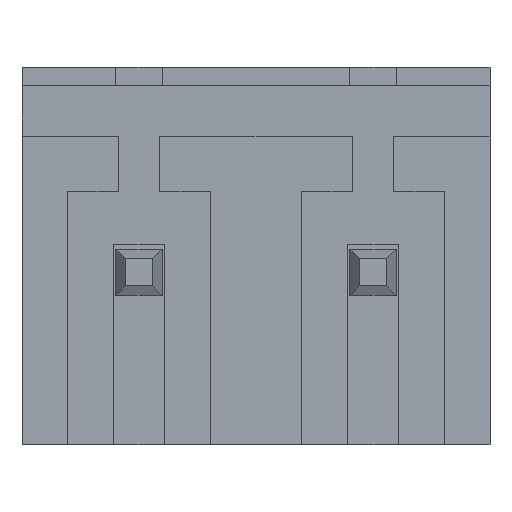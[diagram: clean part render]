
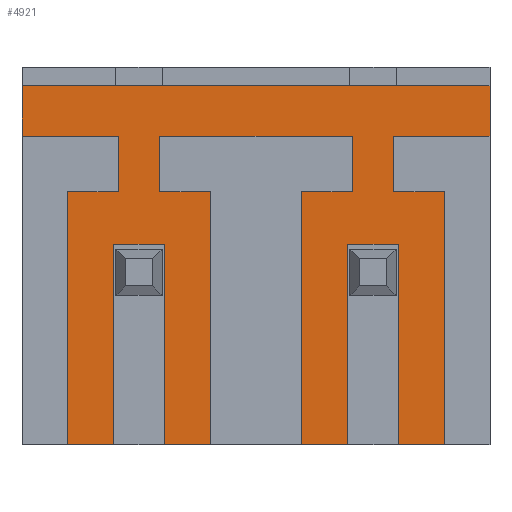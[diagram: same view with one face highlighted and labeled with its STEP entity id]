
A CAD part, front view. The second image highlights one B-rep face of the part: STEP entity #4921.
In plain terms, the highlighted planar face has unit normal (0, -1, 0).
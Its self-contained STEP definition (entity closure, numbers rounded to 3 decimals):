
#1988 = VERTEX_POINT('',#1989);
#1989 = CARTESIAN_POINT('',(0.,0.,7.8));
#1995 = EDGE_CURVE('',#1996,#1988,#1998,.T.);
#1996 = VERTEX_POINT('',#1997);
#1997 = CARTESIAN_POINT('',(10.16,0.,7.8));
#1998 = LINE('',#1999,#2000);
#1999 = CARTESIAN_POINT('',(10.16,0.,7.8));
#2000 = VECTOR('',#2001,1.);
#2001 = DIRECTION('',(-1.,-0.,0.));
#3331 = VERTEX_POINT('',#3332);
#3332 = CARTESIAN_POINT('',(7.17,0.,6.7));
#3338 = EDGE_CURVE('',#3331,#3339,#3341,.T.);
#3339 = VERTEX_POINT('',#3340);
#3340 = CARTESIAN_POINT('',(2.99,0.,6.7));
#3341 = LINE('',#3342,#3343);
#3342 = CARTESIAN_POINT('',(10.16,0.,6.7));
#3343 = VECTOR('',#3344,1.);
#3344 = DIRECTION('',(-1.,-0.,0.));
#3360 = EDGE_CURVE('',#3361,#3363,#3365,.T.);
#3361 = VERTEX_POINT('',#3362);
#3362 = CARTESIAN_POINT('',(10.16,0.,6.7));
#3363 = VERTEX_POINT('',#3364);
#3364 = CARTESIAN_POINT('',(8.07,0.,6.7));
#3365 = LINE('',#3366,#3367);
#3366 = CARTESIAN_POINT('',(10.16,0.,6.7));
#3367 = VECTOR('',#3368,1.);
#3368 = DIRECTION('',(-1.,-0.,0.));
#4277 = VERTEX_POINT('',#4278);
#4278 = CARTESIAN_POINT('',(2.09,0.,6.7));
#4284 = EDGE_CURVE('',#4277,#4285,#4287,.T.);
#4285 = VERTEX_POINT('',#4286);
#4286 = CARTESIAN_POINT('',(0.,0.,6.7));
#4287 = LINE('',#4288,#4289);
#4288 = CARTESIAN_POINT('',(10.16,0.,6.7));
#4289 = VECTOR('',#4290,1.);
#4290 = DIRECTION('',(-1.,-0.,0.));
#4617 = EDGE_CURVE('',#4285,#1988,#4618,.T.);
#4618 = LINE('',#4619,#4620);
#4619 = CARTESIAN_POINT('',(0.,0.,8.2));
#4620 = VECTOR('',#4621,1.);
#4621 = DIRECTION('',(0.,-0.,1.));
#4671 = EDGE_CURVE('',#1996,#3361,#4672,.T.);
#4672 = LINE('',#4673,#4674);
#4673 = CARTESIAN_POINT('',(10.16,0.,8.2));
#4674 = VECTOR('',#4675,1.);
#4675 = DIRECTION('',(0.,0.,-1.));
#4711 = VERTEX_POINT('',#4712);
#4712 = CARTESIAN_POINT('',(9.17,0.,0.));
#4718 = EDGE_CURVE('',#4719,#4711,#4721,.T.);
#4719 = VERTEX_POINT('',#4720);
#4720 = CARTESIAN_POINT('',(8.17,0.,0.));
#4721 = LINE('',#4722,#4723);
#4722 = CARTESIAN_POINT('',(9.17,0.,0.));
#4723 = VECTOR('',#4724,1.);
#4724 = DIRECTION('',(1.,0.,0.));
#4734 = VERTEX_POINT('',#4735);
#4735 = CARTESIAN_POINT('',(7.07,0.,0.));
#4741 = EDGE_CURVE('',#4742,#4734,#4744,.T.);
#4742 = VERTEX_POINT('',#4743);
#4743 = CARTESIAN_POINT('',(6.07,0.,0.));
#4744 = LINE('',#4745,#4746);
#4745 = CARTESIAN_POINT('',(6.07,0.,0.));
#4746 = VECTOR('',#4747,1.);
#4747 = DIRECTION('',(1.,0.,0.));
#4757 = VERTEX_POINT('',#4758);
#4758 = CARTESIAN_POINT('',(4.09,0.,0.));
#4764 = EDGE_CURVE('',#4765,#4757,#4767,.T.);
#4765 = VERTEX_POINT('',#4766);
#4766 = CARTESIAN_POINT('',(3.09,0.,0.));
#4767 = LINE('',#4768,#4769);
#4768 = CARTESIAN_POINT('',(4.09,0.,0.));
#4769 = VECTOR('',#4770,1.);
#4770 = DIRECTION('',(1.,0.,0.));
#4780 = VERTEX_POINT('',#4781);
#4781 = CARTESIAN_POINT('',(1.99,0.,0.));
#4787 = EDGE_CURVE('',#4788,#4780,#4790,.T.);
#4788 = VERTEX_POINT('',#4789);
#4789 = CARTESIAN_POINT('',(0.99,0.,0.));
#4790 = LINE('',#4791,#4792);
#4791 = CARTESIAN_POINT('',(0.99,0.,0.));
#4792 = VECTOR('',#4793,1.);
#4793 = DIRECTION('',(1.,0.,0.));
#4921 = ADVANCED_FACE('',(#4922),#5066,.T.);
#4922 = FACE_BOUND('',#4923,.T.);
#4923 = EDGE_LOOP('',(#4924,#4925,#4926,#4927,#4928,#4936,#4944,#4950,
    #4951,#4959,#4967,#4973,#4974,#4982,#4990,#4996,#4997,#5005,#5013,
    #5019,#5020,#5028,#5036,#5042,#5043,#5051,#5059,#5065));
#4924 = ORIENTED_EDGE('',*,*,#4671,.F.);
#4925 = ORIENTED_EDGE('',*,*,#1995,.T.);
#4926 = ORIENTED_EDGE('',*,*,#4617,.F.);
#4927 = ORIENTED_EDGE('',*,*,#4284,.F.);
#4928 = ORIENTED_EDGE('',*,*,#4929,.T.);
#4929 = EDGE_CURVE('',#4277,#4930,#4932,.T.);
#4930 = VERTEX_POINT('',#4931);
#4931 = CARTESIAN_POINT('',(2.09,0.,5.5));
#4932 = LINE('',#4933,#4934);
#4933 = CARTESIAN_POINT('',(2.09,0.,6.7));
#4934 = VECTOR('',#4935,1.);
#4935 = DIRECTION('',(0.,0.,-1.));
#4936 = ORIENTED_EDGE('',*,*,#4937,.T.);
#4937 = EDGE_CURVE('',#4930,#4938,#4940,.T.);
#4938 = VERTEX_POINT('',#4939);
#4939 = CARTESIAN_POINT('',(0.99,0.,5.5));
#4940 = LINE('',#4941,#4942);
#4941 = CARTESIAN_POINT('',(2.09,0.,5.5));
#4942 = VECTOR('',#4943,1.);
#4943 = DIRECTION('',(-1.,0.,0.));
#4944 = ORIENTED_EDGE('',*,*,#4945,.T.);
#4945 = EDGE_CURVE('',#4938,#4788,#4946,.T.);
#4946 = LINE('',#4947,#4948);
#4947 = CARTESIAN_POINT('',(0.99,0.,5.5));
#4948 = VECTOR('',#4949,1.);
#4949 = DIRECTION('',(0.,0.,-1.));
#4950 = ORIENTED_EDGE('',*,*,#4787,.T.);
#4951 = ORIENTED_EDGE('',*,*,#4952,.T.);
#4952 = EDGE_CURVE('',#4780,#4953,#4955,.T.);
#4953 = VERTEX_POINT('',#4954);
#4954 = CARTESIAN_POINT('',(1.99,0.,4.35));
#4955 = LINE('',#4956,#4957);
#4956 = CARTESIAN_POINT('',(1.99,0.,0.));
#4957 = VECTOR('',#4958,1.);
#4958 = DIRECTION('',(0.,0.,1.));
#4959 = ORIENTED_EDGE('',*,*,#4960,.T.);
#4960 = EDGE_CURVE('',#4953,#4961,#4963,.T.);
#4961 = VERTEX_POINT('',#4962);
#4962 = CARTESIAN_POINT('',(3.09,0.,4.35));
#4963 = LINE('',#4964,#4965);
#4964 = CARTESIAN_POINT('',(1.99,0.,4.35));
#4965 = VECTOR('',#4966,1.);
#4966 = DIRECTION('',(1.,0.,0.));
#4967 = ORIENTED_EDGE('',*,*,#4968,.T.);
#4968 = EDGE_CURVE('',#4961,#4765,#4969,.T.);
#4969 = LINE('',#4970,#4971);
#4970 = CARTESIAN_POINT('',(3.09,0.,0.));
#4971 = VECTOR('',#4972,1.);
#4972 = DIRECTION('',(0.,0.,-1.));
#4973 = ORIENTED_EDGE('',*,*,#4764,.T.);
#4974 = ORIENTED_EDGE('',*,*,#4975,.T.);
#4975 = EDGE_CURVE('',#4757,#4976,#4978,.T.);
#4976 = VERTEX_POINT('',#4977);
#4977 = CARTESIAN_POINT('',(4.09,0.,5.5));
#4978 = LINE('',#4979,#4980);
#4979 = CARTESIAN_POINT('',(4.09,0.,5.5));
#4980 = VECTOR('',#4981,1.);
#4981 = DIRECTION('',(0.,0.,1.));
#4982 = ORIENTED_EDGE('',*,*,#4983,.T.);
#4983 = EDGE_CURVE('',#4976,#4984,#4986,.T.);
#4984 = VERTEX_POINT('',#4985);
#4985 = CARTESIAN_POINT('',(2.99,0.,5.5));
#4986 = LINE('',#4987,#4988);
#4987 = CARTESIAN_POINT('',(2.99,0.,5.5));
#4988 = VECTOR('',#4989,1.);
#4989 = DIRECTION('',(-1.,0.,0.));
#4990 = ORIENTED_EDGE('',*,*,#4991,.T.);
#4991 = EDGE_CURVE('',#4984,#3339,#4992,.T.);
#4992 = LINE('',#4993,#4994);
#4993 = CARTESIAN_POINT('',(2.99,0.,6.7));
#4994 = VECTOR('',#4995,1.);
#4995 = DIRECTION('',(0.,0.,1.));
#4996 = ORIENTED_EDGE('',*,*,#3338,.F.);
#4997 = ORIENTED_EDGE('',*,*,#4998,.T.);
#4998 = EDGE_CURVE('',#3331,#4999,#5001,.T.);
#4999 = VERTEX_POINT('',#5000);
#5000 = CARTESIAN_POINT('',(7.17,0.,5.5));
#5001 = LINE('',#5002,#5003);
#5002 = CARTESIAN_POINT('',(7.17,0.,6.7));
#5003 = VECTOR('',#5004,1.);
#5004 = DIRECTION('',(0.,0.,-1.));
#5005 = ORIENTED_EDGE('',*,*,#5006,.T.);
#5006 = EDGE_CURVE('',#4999,#5007,#5009,.T.);
#5007 = VERTEX_POINT('',#5008);
#5008 = CARTESIAN_POINT('',(6.07,0.,5.5));
#5009 = LINE('',#5010,#5011);
#5010 = CARTESIAN_POINT('',(7.17,0.,5.5));
#5011 = VECTOR('',#5012,1.);
#5012 = DIRECTION('',(-1.,0.,0.));
#5013 = ORIENTED_EDGE('',*,*,#5014,.T.);
#5014 = EDGE_CURVE('',#5007,#4742,#5015,.T.);
#5015 = LINE('',#5016,#5017);
#5016 = CARTESIAN_POINT('',(6.07,0.,5.5));
#5017 = VECTOR('',#5018,1.);
#5018 = DIRECTION('',(0.,0.,-1.));
#5019 = ORIENTED_EDGE('',*,*,#4741,.T.);
#5020 = ORIENTED_EDGE('',*,*,#5021,.T.);
#5021 = EDGE_CURVE('',#4734,#5022,#5024,.T.);
#5022 = VERTEX_POINT('',#5023);
#5023 = CARTESIAN_POINT('',(7.07,0.,4.35));
#5024 = LINE('',#5025,#5026);
#5025 = CARTESIAN_POINT('',(7.07,0.,0.));
#5026 = VECTOR('',#5027,1.);
#5027 = DIRECTION('',(0.,0.,1.));
#5028 = ORIENTED_EDGE('',*,*,#5029,.T.);
#5029 = EDGE_CURVE('',#5022,#5030,#5032,.T.);
#5030 = VERTEX_POINT('',#5031);
#5031 = CARTESIAN_POINT('',(8.17,0.,4.35));
#5032 = LINE('',#5033,#5034);
#5033 = CARTESIAN_POINT('',(7.07,0.,4.35));
#5034 = VECTOR('',#5035,1.);
#5035 = DIRECTION('',(1.,0.,0.));
#5036 = ORIENTED_EDGE('',*,*,#5037,.T.);
#5037 = EDGE_CURVE('',#5030,#4719,#5038,.T.);
#5038 = LINE('',#5039,#5040);
#5039 = CARTESIAN_POINT('',(8.17,0.,0.));
#5040 = VECTOR('',#5041,1.);
#5041 = DIRECTION('',(0.,0.,-1.));
#5042 = ORIENTED_EDGE('',*,*,#4718,.T.);
#5043 = ORIENTED_EDGE('',*,*,#5044,.T.);
#5044 = EDGE_CURVE('',#4711,#5045,#5047,.T.);
#5045 = VERTEX_POINT('',#5046);
#5046 = CARTESIAN_POINT('',(9.17,0.,5.5));
#5047 = LINE('',#5048,#5049);
#5048 = CARTESIAN_POINT('',(9.17,0.,5.5));
#5049 = VECTOR('',#5050,1.);
#5050 = DIRECTION('',(0.,0.,1.));
#5051 = ORIENTED_EDGE('',*,*,#5052,.T.);
#5052 = EDGE_CURVE('',#5045,#5053,#5055,.T.);
#5053 = VERTEX_POINT('',#5054);
#5054 = CARTESIAN_POINT('',(8.07,0.,5.5));
#5055 = LINE('',#5056,#5057);
#5056 = CARTESIAN_POINT('',(8.07,0.,5.5));
#5057 = VECTOR('',#5058,1.);
#5058 = DIRECTION('',(-1.,0.,0.));
#5059 = ORIENTED_EDGE('',*,*,#5060,.T.);
#5060 = EDGE_CURVE('',#5053,#3363,#5061,.T.);
#5061 = LINE('',#5062,#5063);
#5062 = CARTESIAN_POINT('',(8.07,0.,6.7));
#5063 = VECTOR('',#5064,1.);
#5064 = DIRECTION('',(0.,0.,1.));
#5065 = ORIENTED_EDGE('',*,*,#3360,.F.);
#5066 = PLANE('',#5067);
#5067 = AXIS2_PLACEMENT_3D('',#5068,#5069,#5070);
#5068 = CARTESIAN_POINT('',(0.,0.,0.));
#5069 = DIRECTION('',(0.,-1.,0.));
#5070 = DIRECTION('',(0.,-0.,-1.));
